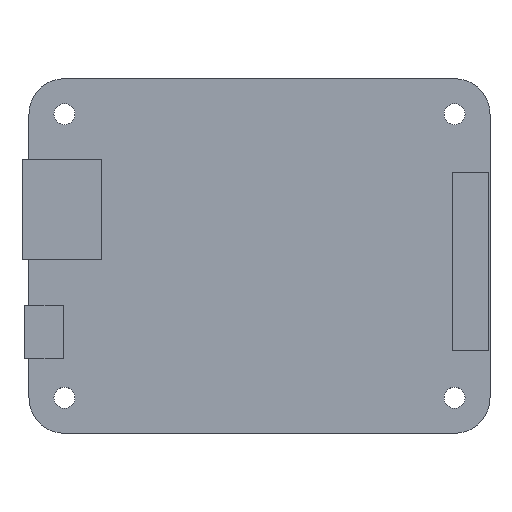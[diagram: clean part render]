
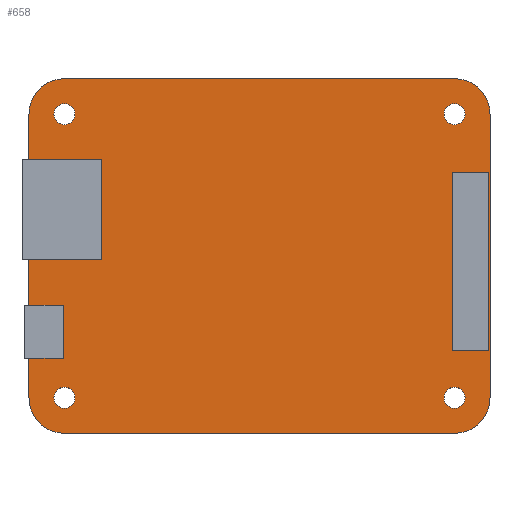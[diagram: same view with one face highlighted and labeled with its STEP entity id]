
A CAD part, top view. The second image highlights one B-rep face of the part: STEP entity #658.
In plain terms, the highlighted planar face has unit normal (0, 0, 1).
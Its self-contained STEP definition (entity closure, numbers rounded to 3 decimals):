
#25=FACE_BOUND('',#115,.T.);
#26=FACE_BOUND('',#116,.T.);
#27=FACE_BOUND('',#117,.T.);
#28=FACE_BOUND('',#118,.T.);
#34=PLANE('',#729);
#72=FACE_OUTER_BOUND('',#114,.T.);
#114=EDGE_LOOP('',(#517,#518,#519,#520,#521,#522,#523,#524));
#115=EDGE_LOOP('',(#525));
#116=EDGE_LOOP('',(#526));
#117=EDGE_LOOP('',(#527));
#118=EDGE_LOOP('',(#528));
#147=LINE('',#953,#221);
#153=LINE('',#981,#227);
#156=LINE('',#989,#230);
#162=LINE('',#1011,#236);
#221=VECTOR('',#768,10.);
#227=VECTOR('',#796,10.);
#230=VECTOR('',#805,10.);
#236=VECTOR('',#833,10.);
#291=CIRCLE('',#701,5.08);
#300=CIRCLE('',#713,5.08);
#301=CIRCLE('',#716,5.08);
#302=CIRCLE('',#719,5.08);
#303=CIRCLE('',#721,1.5);
#304=CIRCLE('',#723,1.5);
#305=CIRCLE('',#725,1.5);
#306=CIRCLE('',#727,1.5);
#307=VERTEX_POINT('',#940);
#308=VERTEX_POINT('',#941);
#312=VERTEX_POINT('',#951);
#322=VERTEX_POINT('',#975);
#323=VERTEX_POINT('',#979);
#324=VERTEX_POINT('',#983);
#325=VERTEX_POINT('',#987);
#326=VERTEX_POINT('',#991);
#327=VERTEX_POINT('',#995);
#328=VERTEX_POINT('',#999);
#329=VERTEX_POINT('',#1003);
#330=VERTEX_POINT('',#1007);
#367=EDGE_CURVE('',#307,#308,#291,.T.);
#373=EDGE_CURVE('',#307,#312,#147,.T.);
#384=EDGE_CURVE('',#322,#312,#300,.T.);
#387=EDGE_CURVE('',#322,#323,#153,.T.);
#388=EDGE_CURVE('',#324,#323,#301,.T.);
#391=EDGE_CURVE('',#324,#325,#156,.T.);
#392=EDGE_CURVE('',#326,#325,#302,.T.);
#394=EDGE_CURVE('',#327,#327,#303,.T.);
#396=EDGE_CURVE('',#328,#328,#304,.T.);
#398=EDGE_CURVE('',#329,#329,#305,.T.);
#400=EDGE_CURVE('',#330,#330,#306,.T.);
#402=EDGE_CURVE('',#326,#308,#162,.T.);
#517=ORIENTED_EDGE('',*,*,#367,.F.);
#518=ORIENTED_EDGE('',*,*,#373,.T.);
#519=ORIENTED_EDGE('',*,*,#384,.F.);
#520=ORIENTED_EDGE('',*,*,#387,.T.);
#521=ORIENTED_EDGE('',*,*,#388,.F.);
#522=ORIENTED_EDGE('',*,*,#391,.T.);
#523=ORIENTED_EDGE('',*,*,#392,.F.);
#524=ORIENTED_EDGE('',*,*,#402,.T.);
#525=ORIENTED_EDGE('',*,*,#400,.T.);
#526=ORIENTED_EDGE('',*,*,#398,.T.);
#527=ORIENTED_EDGE('',*,*,#396,.T.);
#528=ORIENTED_EDGE('',*,*,#394,.T.);
#658=ADVANCED_FACE('',(#72,#25,#26,#27,#28),#34,.T.);
#701=AXIS2_PLACEMENT_3D('',#942,#758,#759);
#713=AXIS2_PLACEMENT_3D('',#976,#790,#791);
#716=AXIS2_PLACEMENT_3D('',#984,#799,#800);
#719=AXIS2_PLACEMENT_3D('',#992,#808,#809);
#721=AXIS2_PLACEMENT_3D('',#996,#813,#814);
#723=AXIS2_PLACEMENT_3D('',#1000,#818,#819);
#725=AXIS2_PLACEMENT_3D('',#1004,#823,#824);
#727=AXIS2_PLACEMENT_3D('',#1008,#828,#829);
#729=AXIS2_PLACEMENT_3D('',#1012,#834,#835);
#758=DIRECTION('center_axis',(0.,0.,-1.));
#759=DIRECTION('ref_axis',(0.707,0.707,0.));
#768=DIRECTION('',(-1.,0.,0.));
#790=DIRECTION('center_axis',(0.,0.,-1.));
#791=DIRECTION('ref_axis',(-0.707,0.707,0.));
#796=DIRECTION('',(0.,-1.,0.));
#799=DIRECTION('center_axis',(0.,0.,-1.));
#800=DIRECTION('ref_axis',(-0.707,-0.707,0.));
#805=DIRECTION('',(1.,0.,0.));
#808=DIRECTION('center_axis',(0.,0.,-1.));
#809=DIRECTION('ref_axis',(0.707,-0.707,0.));
#813=DIRECTION('center_axis',(0.,0.,-1.));
#814=DIRECTION('ref_axis',(1.,0.,0.));
#818=DIRECTION('center_axis',(0.,0.,-1.));
#819=DIRECTION('ref_axis',(1.,0.,0.));
#823=DIRECTION('center_axis',(0.,0.,-1.));
#824=DIRECTION('ref_axis',(1.,0.,0.));
#828=DIRECTION('center_axis',(0.,0.,-1.));
#829=DIRECTION('ref_axis',(1.,0.,0.));
#833=DIRECTION('',(0.,1.,0.));
#834=DIRECTION('center_axis',(0.,0.,1.));
#835=DIRECTION('ref_axis',(1.,0.,0.));
#940=CARTESIAN_POINT('',(60.96,50.8,2.));
#941=CARTESIAN_POINT('',(66.04,45.72,2.));
#942=CARTESIAN_POINT('Origin',(60.96,45.72,2.));
#951=CARTESIAN_POINT('',(5.08,50.8,2.));
#953=CARTESIAN_POINT('',(66.04,50.8,2.));
#975=CARTESIAN_POINT('',(0.,45.72,2.));
#976=CARTESIAN_POINT('Origin',(5.08,45.72,2.));
#979=CARTESIAN_POINT('',(0.,5.08,2.));
#981=CARTESIAN_POINT('',(0.,50.8,2.));
#983=CARTESIAN_POINT('',(5.08,0.,2.));
#984=CARTESIAN_POINT('Origin',(5.08,5.08,2.));
#987=CARTESIAN_POINT('',(60.96,0.,2.));
#989=CARTESIAN_POINT('',(0.,0.,2.));
#991=CARTESIAN_POINT('',(66.04,5.08,2.));
#992=CARTESIAN_POINT('Origin',(60.96,5.08,2.));
#995=CARTESIAN_POINT('',(3.58,5.08,2.));
#996=CARTESIAN_POINT('Origin',(5.08,5.08,2.));
#999=CARTESIAN_POINT('',(59.46,5.08,2.));
#1000=CARTESIAN_POINT('Origin',(60.96,5.08,2.));
#1003=CARTESIAN_POINT('',(3.58,45.72,2.));
#1004=CARTESIAN_POINT('Origin',(5.08,45.72,2.));
#1007=CARTESIAN_POINT('',(59.46,45.72,2.));
#1008=CARTESIAN_POINT('Origin',(60.96,45.72,2.));
#1011=CARTESIAN_POINT('',(66.04,0.,2.));
#1012=CARTESIAN_POINT('Origin',(33.02,25.4,2.));
